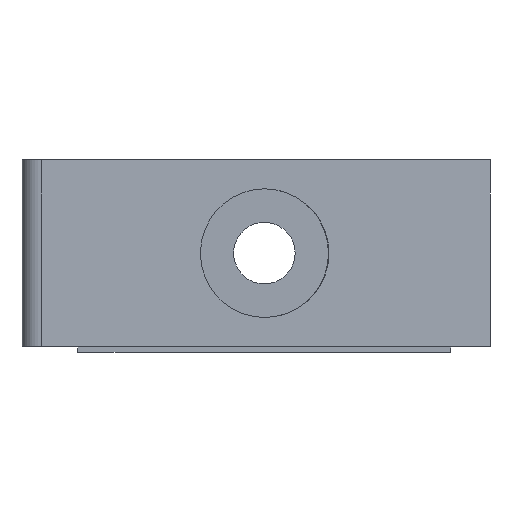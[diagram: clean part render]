
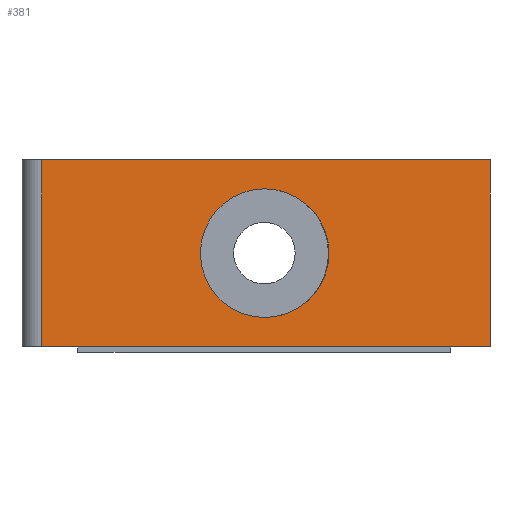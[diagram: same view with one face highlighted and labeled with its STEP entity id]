
A CAD part, front view. The second image highlights one B-rep face of the part: STEP entity #381.
In plain terms, the highlighted planar face has unit normal (0.052, -0.999, 0).
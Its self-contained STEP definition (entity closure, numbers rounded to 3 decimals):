
#18=DIRECTION('',(0.999,0.052,0.));
#19=VECTOR('',#18,24.081);
#20=CARTESIAN_POINT('',(0.052,-0.999,-5.));
#21=LINE('',#20,#19);
#83=DIRECTION('',(0.,0.,1.));
#84=VECTOR('',#83,10.);
#85=CARTESIAN_POINT('',(24.1,0.262,-5.));
#86=LINE('',#85,#84);
#87=DIRECTION('',(0.,0.,1.));
#88=VECTOR('',#87,10.);
#89=CARTESIAN_POINT('',(0.052,-0.999,-5.));
#90=LINE('',#89,#88);
#91=CARTESIAN_POINT('',(12.016,-0.372,0.));
#92=DIRECTION('',(0.052,-0.999,0.));
#93=DIRECTION('',(0.999,0.052,0.));
#94=AXIS2_PLACEMENT_3D('',#91,#92,#93);
#96=CARTESIAN_POINT('',(12.016,-0.372,0.));
#97=DIRECTION('',(0.052,-0.999,0.));
#98=DIRECTION('',(-0.999,-0.052,0.));
#99=AXIS2_PLACEMENT_3D('',#96,#97,#98);
#148=DIRECTION('',(0.999,0.052,0.));
#149=VECTOR('',#148,24.081);
#150=CARTESIAN_POINT('',(0.052,-0.999,5.));
#151=LINE('',#150,#149);
#189=CARTESIAN_POINT('',(0.052,-0.999,-5.));
#190=VERTEX_POINT('',#189);
#191=CARTESIAN_POINT('',(24.1,0.262,-5.));
#192=VERTEX_POINT('',#191);
#209=CARTESIAN_POINT('',(0.052,-0.999,5.));
#210=VERTEX_POINT('',#209);
#211=CARTESIAN_POINT('',(24.1,0.262,5.));
#212=VERTEX_POINT('',#211);
#229=CARTESIAN_POINT('',(15.461,-0.191,0.));
#230=CARTESIAN_POINT('',(8.571,-0.552,0.));
#231=VERTEX_POINT('',#229);
#232=VERTEX_POINT('',#230);
#362=CARTESIAN_POINT('',(0.052,-0.999,-5.));
#363=DIRECTION('',(0.052,-0.999,0.));
#364=DIRECTION('',(0.999,0.052,0.));
#365=AXIS2_PLACEMENT_3D('',#362,#363,#364);
#366=PLANE('',#365);
#367=ORIENTED_EDGE('',*,*,#250,.F.);
#369=ORIENTED_EDGE('',*,*,#368,.T.);
#371=ORIENTED_EDGE('',*,*,#370,.T.);
#372=ORIENTED_EDGE('',*,*,#354,.F.);
#373=EDGE_LOOP('',(#367,#369,#371,#372));
#374=FACE_OUTER_BOUND('',#373,.F.);
#376=ORIENTED_EDGE('',*,*,#375,.T.);
#378=ORIENTED_EDGE('',*,*,#377,.T.);
#379=EDGE_LOOP('',(#376,#378));
#380=FACE_BOUND('',#379,.F.);
#381=ADVANCED_FACE('',(#374,#380),#366,.T.);
#95=CIRCLE('',#94,3.45);
#100=CIRCLE('',#99,3.45);
#250=EDGE_CURVE('',#190,#192,#21,.T.);
#354=EDGE_CURVE('',#192,#212,#86,.T.);
#368=EDGE_CURVE('',#190,#210,#90,.T.);
#370=EDGE_CURVE('',#210,#212,#151,.T.);
#375=EDGE_CURVE('',#231,#232,#95,.T.);
#377=EDGE_CURVE('',#232,#231,#100,.T.);
